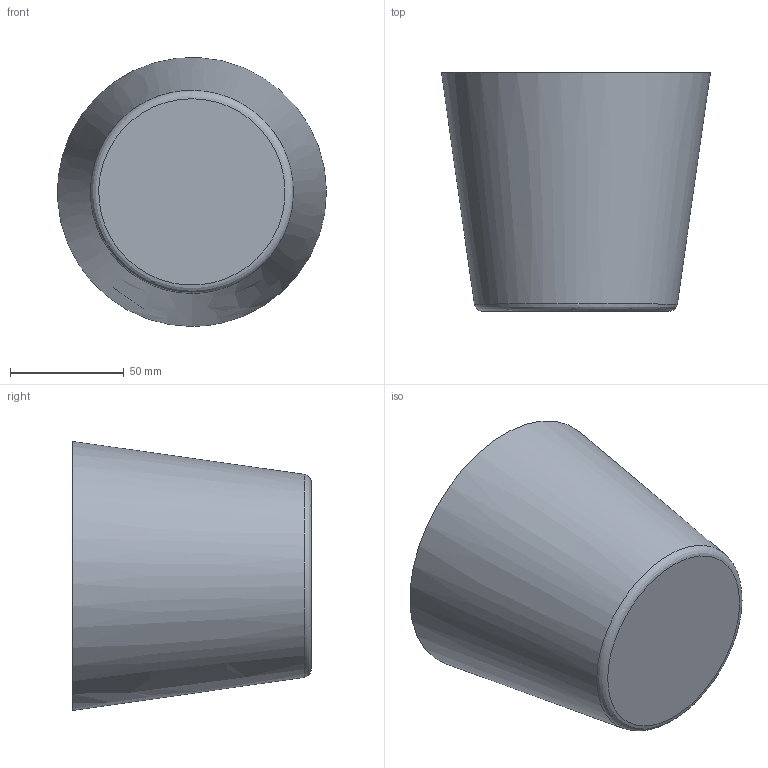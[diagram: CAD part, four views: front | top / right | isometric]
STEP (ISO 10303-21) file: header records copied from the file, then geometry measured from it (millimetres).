
FILE_DESCRIPTION (( 'STEP AP203' ), '1' );
FILE_NAME ('Seau glace.STEP', '2022-01-25T13:23:01', ( '' ), ( '' ), 'SwSTEP 2.0', 'SolidWorks 2021', '' );
FILE_SCHEMA (( 'CONFIG_CONTROL_DESIGN' ));
Length unit declared in the file: millimetre
Products named in the file (1): Seau glace
Bounding box: 118.33 x 105 x 118.36 mm (x, y, z)
Volume: 67820.4 mm3; surface area: 79347.2 mm2
Topology: 1 solids, 1 shells, 7 faces, 14 edges, 10 vertices
Faces by surface type: bspline 4, plane 3
Entity records: 2732 total; most frequent: CARTESIAN_POINT 2570, EDGE_LOOP 12, ORIENTED_EDGE 12, FACE_OUTER_BOUND 11, DIRECTION 10, PERSON_AND_ORGANIZATION 8, ADVANCED_FACE 7, VERTEX_POINT 6
